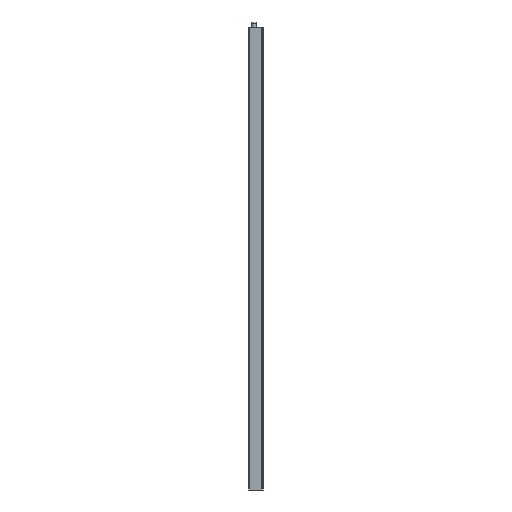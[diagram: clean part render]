
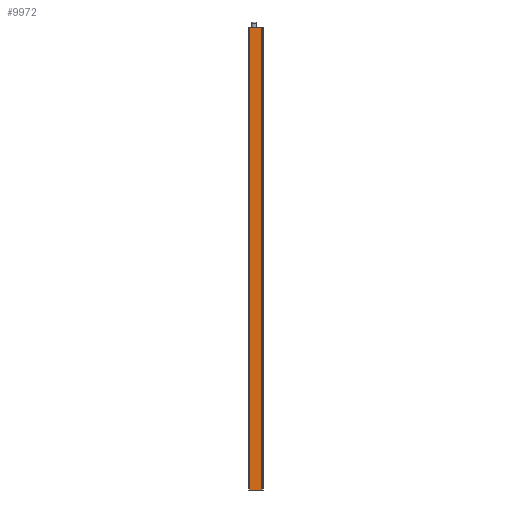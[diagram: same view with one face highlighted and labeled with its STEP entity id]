
A CAD part, left-side view. The second image highlights one B-rep face of the part: STEP entity #9972.
In plain terms, the highlighted planar face has unit normal (-1, 0, 0).
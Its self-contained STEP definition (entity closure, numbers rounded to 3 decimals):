
#592 = CARTESIAN_POINT ( 'NONE',  ( -9.263, 8.773, 708. ) ) ;
#1047 = CARTESIAN_POINT ( 'NONE',  ( -9.263, 8.773, 708. ) ) ;
#4032 = DIRECTION ( 'NONE',  ( 0., 1., 0. ) ) ;
#4222 = CARTESIAN_POINT ( 'NONE',  ( -9.263, -9.927, 708. ) ) ;
#6721 = CARTESIAN_POINT ( 'NONE',  ( -9.263, -9.927, 708. ) ) ;
#7679 = VERTEX_POINT ( 'NONE', #1047 ) ;
#8126 = VECTOR ( 'NONE', #26978, 1000. ) ;
#9171 = EDGE_CURVE ( 'NONE', #10014, #29351, #31834, .T. ) ;
#9371 = CARTESIAN_POINT ( 'NONE',  ( -9.263, 8.773, 0. ) ) ;
#9972 = ADVANCED_FACE ( 'NONE', ( #26107 ), #18168, .F. ) ;
#10014 = VERTEX_POINT ( 'NONE', #4222 ) ;
#11972 = VERTEX_POINT ( 'NONE', #28791 ) ;
#12546 = LINE ( 'NONE', #15971, #8126 ) ;
#12873 = DIRECTION ( 'NONE',  ( 0., 0., -1. ) ) ;
#13620 = EDGE_CURVE ( 'NONE', #7679, #11972, #12546, .T. ) ;
#13842 = ORIENTED_EDGE ( 'NONE', *, *, #13620, .T. ) ;
#14605 = DIRECTION ( 'NONE',  ( 0., -1., 0. ) ) ;
#14734 = DIRECTION ( 'NONE',  ( 1., 0., 0. ) ) ;
#15324 = ORIENTED_EDGE ( 'NONE', *, *, #18505, .T. ) ;
#15921 = VECTOR ( 'NONE', #14605, 1000. ) ;
#15971 = CARTESIAN_POINT ( 'NONE',  ( -9.263, 8.773, 708. ) ) ;
#18168 = PLANE ( 'NONE',  #20004 ) ;
#18505 = EDGE_CURVE ( 'NONE', #11972, #29351, #20575, .T. ) ;
#20004 = AXIS2_PLACEMENT_3D ( 'NONE', #20523, #14734, #4032 ) ;
#20523 = CARTESIAN_POINT ( 'NONE',  ( -9.263, 8.773, 708. ) ) ;
#20575 = LINE ( 'NONE', #9371, #15921 ) ;
#20992 = VECTOR ( 'NONE', #22127, 1000. ) ;
#21751 = EDGE_LOOP ( 'NONE', ( #15324, #31232, #34453, #13842 ) ) ;
#22127 = DIRECTION ( 'NONE',  ( 0., -1., 0. ) ) ;
#23571 = CARTESIAN_POINT ( 'NONE',  ( -9.263, -9.927, 0. ) ) ;
#25367 = LINE ( 'NONE', #592, #20992 ) ;
#26107 = FACE_OUTER_BOUND ( 'NONE', #21751, .T. ) ;
#26978 = DIRECTION ( 'NONE',  ( 0., 0., -1. ) ) ;
#28059 = VECTOR ( 'NONE', #12873, 1000. ) ;
#28791 = CARTESIAN_POINT ( 'NONE',  ( -9.263, 8.773, 0. ) ) ;
#29351 = VERTEX_POINT ( 'NONE', #23571 ) ;
#30423 = EDGE_CURVE ( 'NONE', #7679, #10014, #25367, .T. ) ;
#31232 = ORIENTED_EDGE ( 'NONE', *, *, #9171, .F. ) ;
#31834 = LINE ( 'NONE', #6721, #28059 ) ;
#34453 = ORIENTED_EDGE ( 'NONE', *, *, #30423, .F. ) ;
